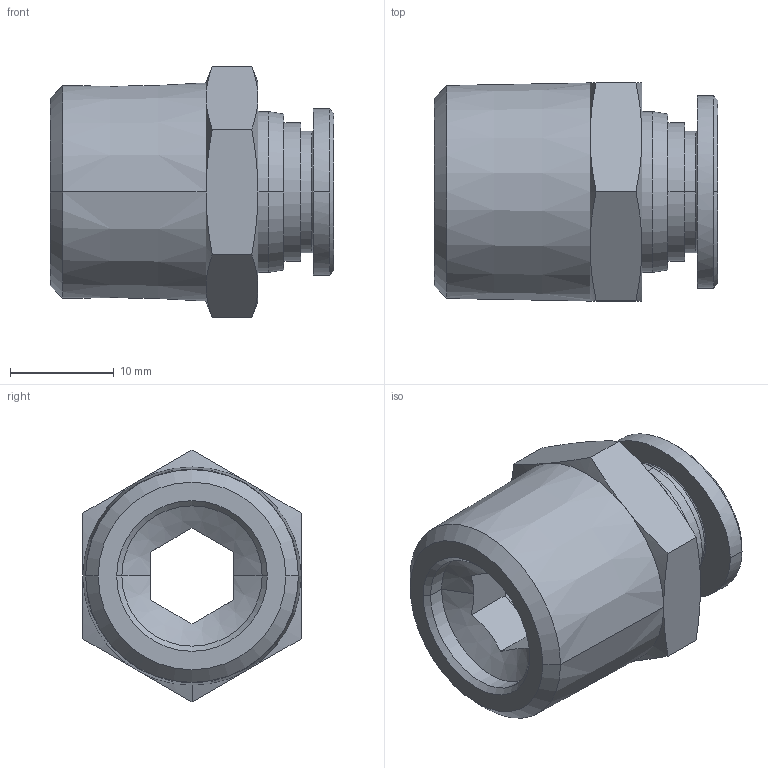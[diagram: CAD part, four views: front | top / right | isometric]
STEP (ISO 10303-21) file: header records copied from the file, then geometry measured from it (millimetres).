
FILE_DESCRIPTION (( 'STEP AP214' ), '1' );
FILE_NAME ('PC10-04.STEP', '2018-09-10T09:10:15', ( '' ), ( '' ), 'SwSTEP 2.0', 'SolidWorks 2018', '' );
FILE_SCHEMA (( 'AUTOMOTIVE_DESIGN' ));
Length unit declared in the file: millimetre
Products named in the file (1): PC10-04
Bounding box: 27.3 x 21 x 24.25 mm (x, y, z)
Surface area: 3277.5 mm2 (no closed solid volume)
Topology: 0 solids, 1 shells, 376 faces, 1245 edges, 824 vertices
Faces by surface type: plane 328, cone 28, cylinder 12, bspline 8
Entity records: 18105 total; most frequent: CARTESIAN_POINT 3327, ORIENTED_EDGE 2224, DIRECTION 1981, EDGE_CURVE 1245, LINE 1143, VECTOR 1143, VERTEX_POINT 824, AXIS2_PLACEMENT_3D 419
